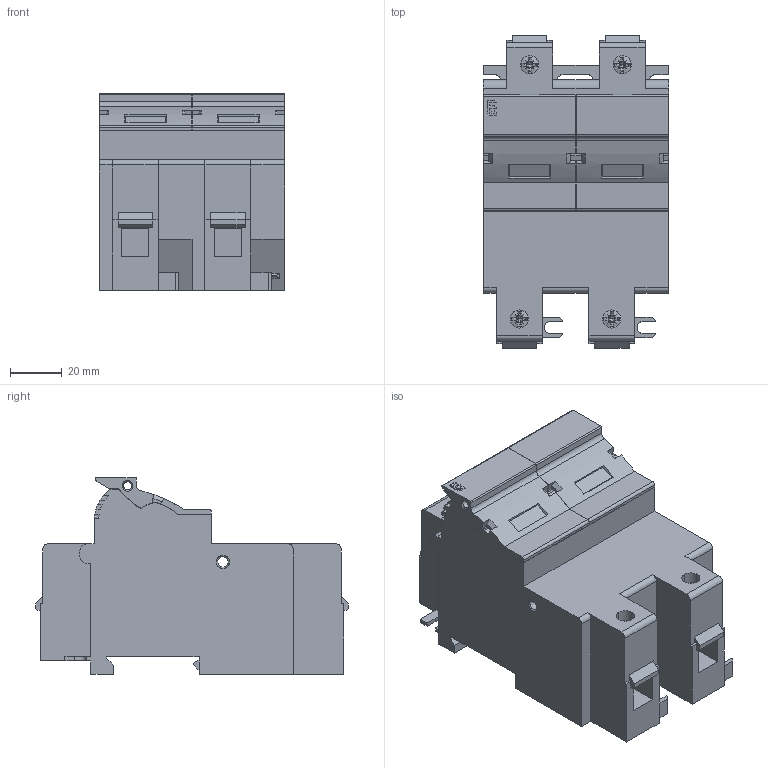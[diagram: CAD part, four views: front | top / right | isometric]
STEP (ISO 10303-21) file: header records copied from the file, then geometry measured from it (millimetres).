
FILE_DESCRIPTION((''),'2;1');
FILE_NAME('EFD22_2P_DIM','2017-09-18T',('matic.bajda'),('Audax d.o.o.'),'CREO PARAMETRIC BY PTC INC, 2016260','CREO PARAMETRIC BY PTC INC, 2016260','');
FILE_SCHEMA(('AUTOMOTIVE_DESIGN { 1 0 10303 214 1 1 1 1 }'));
Length unit declared in the file: millimetre
Products named in the file (1): EFD22_2P_DIM
Bounding box: 71.2 x 120.4 x 75.8 mm (x, y, z)
Volume: 374338 mm3; surface area: 52035.4 mm2
Topology: 1 solids, 1 shells, 593 faces, 1689 edges, 1106 vertices
Faces by surface type: plane 378, cylinder 139, cone 36, sphere 14, torus 14, bspline 8, extrusion 4
Entity records: 25763 total; most frequent: CARTESIAN_POINT 5110, ORIENTED_EDGE 3362, DIRECTION 3043, PRESENTATION_STYLE_ASSIGNMENT 1685, STYLED_ITEM 1682, CURVE_STYLE 1681, EDGE_CURVE 1681, VERTEX_POINT 1106
